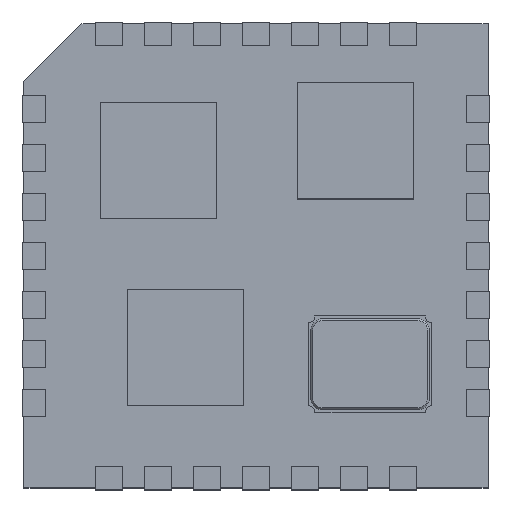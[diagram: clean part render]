
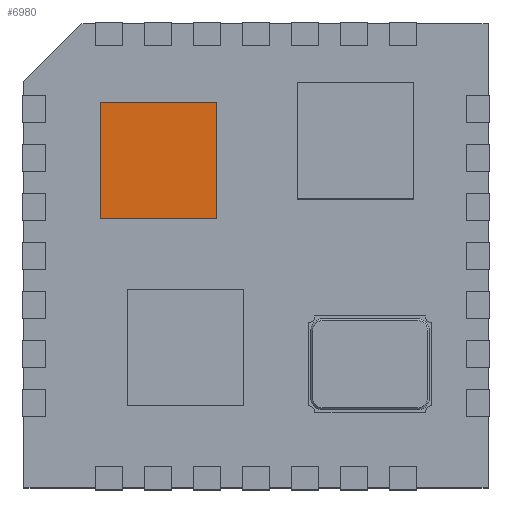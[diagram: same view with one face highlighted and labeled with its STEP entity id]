
A CAD part, top view. The second image highlights one B-rep face of the part: STEP entity #6980.
In plain terms, the highlighted planar face has unit normal (0, 0, 1).
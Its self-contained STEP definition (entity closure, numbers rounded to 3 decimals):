
#115=FACE_OUTER_BOUND('',#476,.T.);
#476=EDGE_LOOP('',(#4528,#4529,#4530,#4531));
#839=LINE('',#9576,#1822);
#842=LINE('',#9582,#1825);
#845=LINE('',#9588,#1828);
#848=LINE('',#9592,#1831);
#1822=VECTOR('',#7763,3.);
#1825=VECTOR('',#7768,3.);
#1828=VECTOR('',#7773,3.);
#1831=VECTOR('',#7778,3.);
#2805=VERTEX_POINT('',#9573);
#2806=VERTEX_POINT('',#9575);
#2808=VERTEX_POINT('',#9581);
#2810=VERTEX_POINT('',#9587);
#3487=EDGE_CURVE('',#2806,#2805,#839,.T.);
#3490=EDGE_CURVE('',#2808,#2806,#842,.T.);
#3493=EDGE_CURVE('',#2810,#2808,#845,.T.);
#3496=EDGE_CURVE('',#2805,#2810,#848,.T.);
#4528=ORIENTED_EDGE('',*,*,#3496,.T.);
#4529=ORIENTED_EDGE('',*,*,#3493,.T.);
#4530=ORIENTED_EDGE('',*,*,#3490,.T.);
#4531=ORIENTED_EDGE('',*,*,#3487,.T.);
#6570=PLANE('',#7348);
#6980=ADVANCED_FACE('',(#115),#6570,.T.);
#7348=AXIS2_PLACEMENT_3D('',#9593,#7779,#7780);
#7763=DIRECTION('',(0.,1.,0.));
#7768=DIRECTION('',(1.,0.,0.));
#7773=DIRECTION('',(0.,-1.,0.));
#7778=DIRECTION('',(-1.,0.,0.));
#7779=DIRECTION('center_axis',(0.,0.,1.));
#7780=DIRECTION('ref_axis',(1.,0.,0.));
#9573=CARTESIAN_POINT('',(-1.031,3.958,2.55));
#9575=CARTESIAN_POINT('',(-1.031,0.958,2.55));
#9576=CARTESIAN_POINT('',(-1.031,3.958,2.55));
#9581=CARTESIAN_POINT('',(-4.031,0.958,2.55));
#9582=CARTESIAN_POINT('',(-1.031,0.958,2.55));
#9587=CARTESIAN_POINT('',(-4.031,3.958,2.55));
#9588=CARTESIAN_POINT('',(-4.031,0.958,2.55));
#9592=CARTESIAN_POINT('',(-4.031,3.958,2.55));
#9593=CARTESIAN_POINT('Origin',(-2.531,2.458,2.55));
